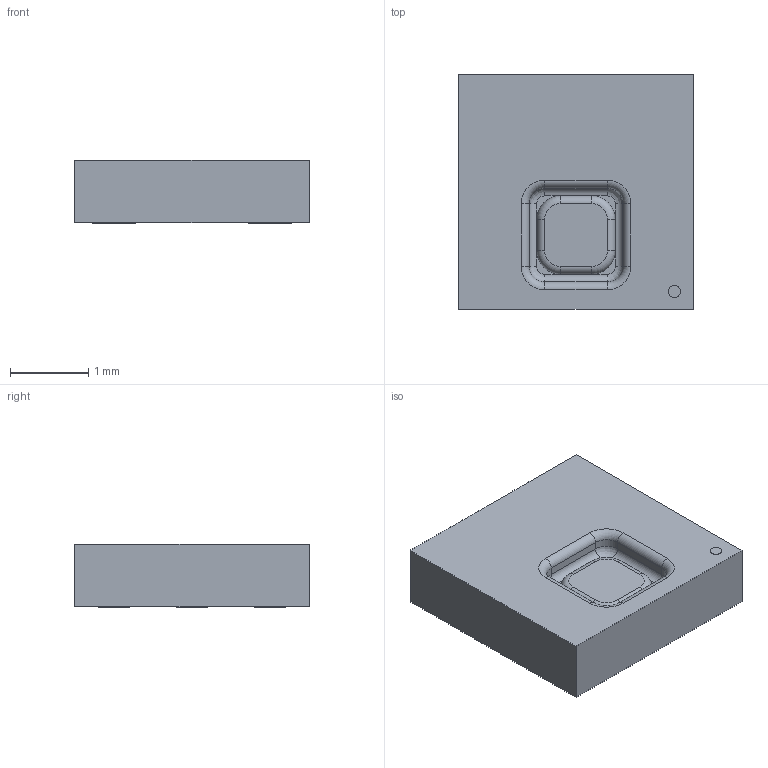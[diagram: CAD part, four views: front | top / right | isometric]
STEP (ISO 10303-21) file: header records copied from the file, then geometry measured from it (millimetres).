
FILE_DESCRIPTION(('FreeCAD Model'),'2;1');
FILE_NAME('Open CASCADE Shape Model','2025-03-25T22:41:57',('Author'),( ''),'Open CASCADE STEP processor 7.6','FreeCAD','Unknown');
FILE_SCHEMA(('AUTOMOTIVE_DESIGN { 1 0 10303 214 1 1 1 1 }'));
Length unit declared in the file: millimetre
Products named in the file (1): 1PrI-U1-SENSOR-SMD_L3.0-W3.0-P1.00-BR
Bounding box: 3 x 3 x 0.81 mm (x, y, z)
Volume: 6.9 mm3; surface area: 28.9 mm2
Topology: 1 solids, 1 shells, 363 faces, 954 edges, 628 vertices
Faces by surface type: plane 221, bspline 112, cylinder 18, torus 8, revolution 4
Entity records: 14876 total; most frequent: CARTESIAN_POINT 4078, ORIENTED_EDGE 1908, DIRECTION 1278, EDGE_CURVE 954, LINE 674, VECTOR 674, VERTEX_POINT 628, FACE_BOUND 398
